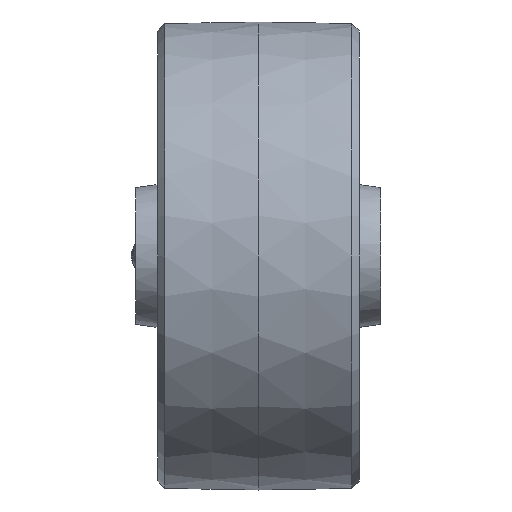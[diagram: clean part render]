
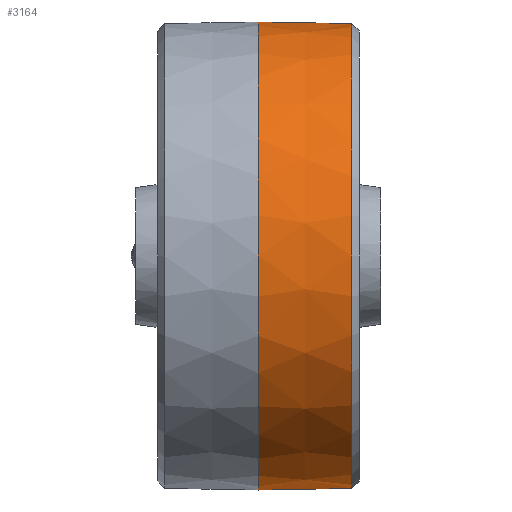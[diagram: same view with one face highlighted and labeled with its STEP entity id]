
A CAD part, front view. The second image highlights one B-rep face of the part: STEP entity #3164.
In plain terms, the highlighted conical face has half-angle 1 degrees and reference radius 32.256 mm.
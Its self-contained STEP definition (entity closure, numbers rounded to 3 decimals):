
#22 = AXIS2_PLACEMENT_3D ( 'NONE', #4697, #594, #194 ) ;
#61 = VECTOR ( 'NONE', #2948, 1000. ) ;
#74 = CARTESIAN_POINT ( 'NONE',  ( 12.982, 0., -32.273 ) ) ;
#80 = DIRECTION ( 'NONE',  ( -1., 0., 0.017 ) ) ;
#194 = DIRECTION ( 'NONE',  ( 0., 0., 1. ) ) ;
#269 = ORIENTED_EDGE ( 'NONE', *, *, #1042, .T. ) ;
#461 = CARTESIAN_POINT ( 'NONE',  ( 14., 0., 32.256 ) ) ;
#526 = EDGE_CURVE ( 'NONE', #599, #1776, #4459, .T. ) ;
#594 = DIRECTION ( 'NONE',  ( -1., 0., 0. ) ) ;
#599 = VERTEX_POINT ( 'NONE', #74 ) ;
#619 = VECTOR ( 'NONE', #80, 1000. ) ;
#848 = AXIS2_PLACEMENT_3D ( 'NONE', #3762, #3721, #1479 ) ;
#1042 = EDGE_CURVE ( 'NONE', #1776, #1637, #1549, .T. ) ;
#1110 = FACE_OUTER_BOUND ( 'NONE', #3145, .T. ) ;
#1226 = DIRECTION ( 'NONE',  ( 0., 0., 1. ) ) ;
#1393 = VERTEX_POINT ( 'NONE', #2756 ) ;
#1479 = DIRECTION ( 'NONE',  ( 0., 0., -1. ) ) ;
#1549 = LINE ( 'NONE', #461, #619 ) ;
#1637 = VERTEX_POINT ( 'NONE', #1770 ) ;
#1770 = CARTESIAN_POINT ( 'NONE',  ( 0., 0., 32.5 ) ) ;
#1776 = VERTEX_POINT ( 'NONE', #4648 ) ;
#1865 = LINE ( 'NONE', #3390, #61 ) ;
#1997 = DIRECTION ( 'NONE',  ( -1., 0., 0. ) ) ;
#2028 = EDGE_CURVE ( 'NONE', #1393, #1637, #3574, .T. ) ;
#2756 = CARTESIAN_POINT ( 'NONE',  ( 0., 0., -32.5 ) ) ;
#2948 = DIRECTION ( 'NONE',  ( -1., 0., -0.017 ) ) ;
#3145 = EDGE_LOOP ( 'NONE', ( #3313, #3668, #269, #3716 ) ) ;
#3164 = ADVANCED_FACE ( 'NONE', ( #1110 ), #4396, .T. ) ;
#3313 = ORIENTED_EDGE ( 'NONE', *, *, #4362, .F. ) ;
#3390 = CARTESIAN_POINT ( 'NONE',  ( 14., 0., -32.256 ) ) ;
#3574 = CIRCLE ( 'NONE', #22, 32.5 ) ;
#3668 = ORIENTED_EDGE ( 'NONE', *, *, #526, .T. ) ;
#3716 = ORIENTED_EDGE ( 'NONE', *, *, #2028, .F. ) ;
#3721 = DIRECTION ( 'NONE',  ( -1., 0., 0. ) ) ;
#3762 = CARTESIAN_POINT ( 'NONE',  ( 12.982, 0., 0. ) ) ;
#3871 = CARTESIAN_POINT ( 'NONE',  ( 14., 0., 0. ) ) ;
#3986 = AXIS2_PLACEMENT_3D ( 'NONE', #3871, #1997, #1226 ) ;
#4362 = EDGE_CURVE ( 'NONE', #599, #1393, #1865, .T. ) ;
#4396 = CONICAL_SURFACE ( 'NONE', #3986, 32.256, 0.017 ) ;
#4459 = CIRCLE ( 'NONE', #848, 32.273 ) ;
#4648 = CARTESIAN_POINT ( 'NONE',  ( 12.982, 0., 32.273 ) ) ;
#4697 = CARTESIAN_POINT ( 'NONE',  ( 0., 0., 0. ) ) ;
